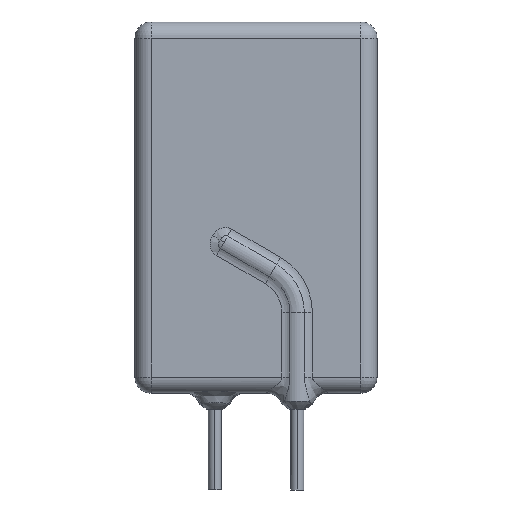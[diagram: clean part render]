
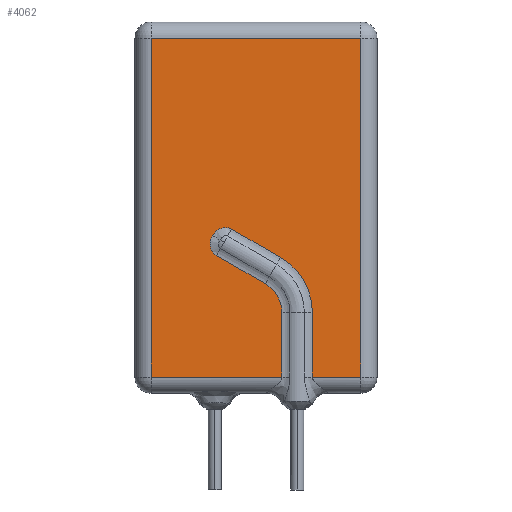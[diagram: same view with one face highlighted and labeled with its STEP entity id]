
A CAD part, front view. The second image highlights one B-rep face of the part: STEP entity #4062.
In plain terms, the highlighted planar face has unit normal (0, -1, 0).
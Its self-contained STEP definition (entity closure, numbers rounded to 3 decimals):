
#179 = EDGE_CURVE ( 'NONE', #18277, #1508, #16883, .T. ) ;
#572 = CARTESIAN_POINT ( 'NONE',  ( -0.45, -1.25, -6.5 ) ) ;
#574 = CARTESIAN_POINT ( 'NONE',  ( 6.5, -1.25, -10.5 ) ) ;
#699 = B_SPLINE_CURVE_WITH_KNOTS ( 'NONE', 3,
 ( #7312, #1755, #3016, #7606, #13227, #1654, #19226, #14814 ),
 .UNSPECIFIED., .F., .F.,
 ( 4, 2, 2, 4 ),
 ( 0., 0., 0.001, 0.001 ),
 .UNSPECIFIED. ) ;
#702 = CARTESIAN_POINT ( 'NONE',  ( -1.725, -1.25, -1.244 ) ) ;
#809 = ORIENTED_EDGE ( 'NONE', *, *, #16517, .T. ) ;
#1217 = ORIENTED_EDGE ( 'NONE', *, *, #4631, .T. ) ;
#1315 = VERTEX_POINT ( 'NONE', #8618 ) ;
#1508 = VERTEX_POINT ( 'NONE', #13430 ) ;
#1654 = CARTESIAN_POINT ( 'NONE',  ( -2.868, -1.25, -2.176 ) ) ;
#1755 = CARTESIAN_POINT ( 'NONE',  ( -2.554, -1.25, -2.909 ) ) ;
#1935 = ORIENTED_EDGE ( 'NONE', *, *, #10511, .T. ) ;
#2088 = ORIENTED_EDGE ( 'NONE', *, *, #13953, .T. ) ;
#2155 = ORIENTED_EDGE ( 'NONE', *, *, #12844, .T. ) ;
#2174 = CARTESIAN_POINT ( 'NONE',  ( 1.608, -1.25, -6.5 ) ) ;
#2272 = VERTEX_POINT ( 'NONE', #7473 ) ;
#2424 = CARTESIAN_POINT ( 'NONE',  ( 1.608, -1.25, -10.5 ) ) ;
#2450 = CIRCLE ( 'NONE', #7734, 2.058 ) ;
#2512 = VECTOR ( 'NONE', #3317, 1000. ) ;
#2573 = CARTESIAN_POINT ( 'NONE',  ( -2.566, -1.25, -1.545 ) ) ;
#2714 = DIRECTION ( 'NONE',  ( 0., 0., 1. ) ) ;
#2808 = LINE ( 'NONE', #4350, #12112 ) ;
#3016 = CARTESIAN_POINT ( 'NONE',  ( -2.639, -1.25, -2.828 ) ) ;
#3182 = CARTESIAN_POINT ( 'NONE',  ( 8.466, -1.25, -7.096 ) ) ;
#3317 = DIRECTION ( 'NONE',  ( 0., 0., 1. ) ) ;
#3713 = CARTESIAN_POINT ( 'NONE',  ( 6.5, -1.25, -10.5 ) ) ;
#3758 = CARTESIAN_POINT ( 'NONE',  ( 0.579, -1.25, -4.718 ) ) ;
#3834 = CARTESIAN_POINT ( 'NONE',  ( 6.5, -1.25, -10.5 ) ) ;
#3836 = EDGE_CURVE ( 'NONE', #12856, #14347, #2450, .T. ) ;
#3872 = CARTESIAN_POINT ( 'NONE',  ( 1.521, -1.25, -3.086 ) ) ;
#3953 = LINE ( 'NONE', #2424, #10592 ) ;
#4062 = ADVANCED_FACE ( 'NONE', ( #18653 ), #5458, .T. ) ;
#4350 = CARTESIAN_POINT ( 'NONE',  ( -6.5, -1.25, 10.5 ) ) ;
#4400 = LINE ( 'NONE', #5572, #15691 ) ;
#4631 = EDGE_CURVE ( 'NONE', #5469, #18277, #17014, .T. ) ;
#4724 = DIRECTION ( 'NONE',  ( 0.866, 0., -0.5 ) ) ;
#5433 = DIRECTION ( 'NONE',  ( 1., 0., 0. ) ) ;
#5458 = PLANE ( 'NONE',  #12071 ) ;
#5468 = CARTESIAN_POINT ( 'NONE',  ( -2.641, -1.25, -1.636 ) ) ;
#5469 = VERTEX_POINT ( 'NONE', #10177 ) ;
#5572 = CARTESIAN_POINT ( 'NONE',  ( 3.492, -1.25, -10.5 ) ) ;
#6671 = CARTESIAN_POINT ( 'NONE',  ( -2.291, -1.25, -1.329 ) ) ;
#6765 = DIRECTION ( 'NONE',  ( 1., 0., 0. ) ) ;
#6776 = CIRCLE ( 'NONE', #16763, 3.942 ) ;
#6845 = CARTESIAN_POINT ( 'NONE',  ( -1.51, -1.25, -1.336 ) ) ;
#7312 = CARTESIAN_POINT ( 'NONE',  ( -2.452, -1.25, -2.968 ) ) ;
#7358 = ORIENTED_EDGE ( 'NONE', *, *, #10247, .T. ) ;
#7473 = CARTESIAN_POINT ( 'NONE',  ( 6.5, -1.25, -10.5 ) ) ;
#7606 = CARTESIAN_POINT ( 'NONE',  ( -2.769, -1.25, -2.632 ) ) ;
#7734 = AXIS2_PLACEMENT_3D ( 'NONE', #13461, #13562, #10647 ) ;
#8426 = VERTEX_POINT ( 'NONE', #10756 ) ;
#8607 = EDGE_CURVE ( 'NONE', #15178, #1315, #4400, .T. ) ;
#8618 = CARTESIAN_POINT ( 'NONE',  ( 3.492, -1.25, -10.5 ) ) ;
#8655 = ORIENTED_EDGE ( 'NONE', *, *, #3836, .T. ) ;
#8755 = VERTEX_POINT ( 'NONE', #10054 ) ;
#9187 = LINE ( 'NONE', #13538, #2512 ) ;
#9317 = EDGE_CURVE ( 'NONE', #1315, #2272, #11495, .T. ) ;
#9368 = VECTOR ( 'NONE', #4724, 1000. ) ;
#9596 = CARTESIAN_POINT ( 'NONE',  ( -6.5, -1.25, -10.5 ) ) ;
#9603 = CARTESIAN_POINT ( 'NONE',  ( -2.074, -1.25, -1.249 ) ) ;
#9654 = DIRECTION ( 'NONE',  ( 0., 1., 0. ) ) ;
#9665 = CARTESIAN_POINT ( 'NONE',  ( 3.492, -1.25, -6.5 ) ) ;
#9681 = DIRECTION ( 'NONE',  ( 0., -1., 0. ) ) ;
#9793 = CARTESIAN_POINT ( 'NONE',  ( -1.957, -1.25, -1.23 ) ) ;
#9884 = ORIENTED_EDGE ( 'NONE', *, *, #9317, .T. ) ;
#9974 = CARTESIAN_POINT ( 'NONE',  ( -2.699, -1.25, -1.737 ) ) ;
#10054 = CARTESIAN_POINT ( 'NONE',  ( 6.5, -1.25, 10.5 ) ) ;
#10177 = CARTESIAN_POINT ( 'NONE',  ( -6.5, -1.25, 10.5 ) ) ;
#10247 = EDGE_CURVE ( 'NONE', #8755, #5469, #2808, .T. ) ;
#10511 = EDGE_CURVE ( 'NONE', #8426, #12392, #18189, .T. ) ;
#10592 = VECTOR ( 'NONE', #2714, 1000. ) ;
#10595 = VECTOR ( 'NONE', #15537, 1000. ) ;
#10647 = DIRECTION ( 'NONE',  ( 1., 0., 0. ) ) ;
#10756 = CARTESIAN_POINT ( 'NONE',  ( -1.51, -1.25, -1.336 ) ) ;
#10911 = ORIENTED_EDGE ( 'NONE', *, *, #179, .T. ) ;
#11325 = ORIENTED_EDGE ( 'NONE', *, *, #8607, .T. ) ;
#11495 = LINE ( 'NONE', #3834, #12271 ) ;
#11877 = ORIENTED_EDGE ( 'NONE', *, *, #18016, .T. ) ;
#12071 = AXIS2_PLACEMENT_3D ( 'NONE', #3713, #9681, #13246 ) ;
#12112 = VECTOR ( 'NONE', #13401, 1000. ) ;
#12135 = CARTESIAN_POINT ( 'NONE',  ( -6.5, -1.25, -10.5 ) ) ;
#12271 = VECTOR ( 'NONE', #6765, 1000. ) ;
#12392 = VERTEX_POINT ( 'NONE', #3872 ) ;
#12497 = CARTESIAN_POINT ( 'NONE',  ( -2.392, -1.25, -1.391 ) ) ;
#12749 = VECTOR ( 'NONE', #14521, 1000. ) ;
#12844 = EDGE_CURVE ( 'NONE', #17017, #8426, #16123, .T. ) ;
#12856 = VERTEX_POINT ( 'NONE', #2174 ) ;
#13227 = CARTESIAN_POINT ( 'NONE',  ( -2.81, -1.25, -2.523 ) ) ;
#13246 = DIRECTION ( 'NONE',  ( 1., 0., 0. ) ) ;
#13401 = DIRECTION ( 'NONE',  ( -1., 0., 0. ) ) ;
#13430 = CARTESIAN_POINT ( 'NONE',  ( 1.608, -1.25, -10.5 ) ) ;
#13461 = CARTESIAN_POINT ( 'NONE',  ( -0.45, -1.25, -6.5 ) ) ;
#13538 = CARTESIAN_POINT ( 'NONE',  ( 6.5, -1.25, 10.5 ) ) ;
#13562 = DIRECTION ( 'NONE',  ( 0., -1., 0. ) ) ;
#13575 = LINE ( 'NONE', #16432, #15130 ) ;
#13953 = EDGE_CURVE ( 'NONE', #2272, #8755, #9187, .T. ) ;
#14161 = CARTESIAN_POINT ( 'NONE',  ( -2.699, -1.25, -1.737 ) ) ;
#14347 = VERTEX_POINT ( 'NONE', #3758 ) ;
#14452 = EDGE_CURVE ( 'NONE', #17545, #17017, #699, .T. ) ;
#14521 = DIRECTION ( 'NONE',  ( 1., 0., 0. ) ) ;
#14647 = DIRECTION ( 'NONE',  ( 0., 0., -1. ) ) ;
#14789 = EDGE_CURVE ( 'NONE', #1508, #12856, #3953, .T. ) ;
#14814 = CARTESIAN_POINT ( 'NONE',  ( -2.699, -1.25, -1.737 ) ) ;
#15130 = VECTOR ( 'NONE', #18077, 1000. ) ;
#15178 = VERTEX_POINT ( 'NONE', #9665 ) ;
#15537 = DIRECTION ( 'NONE',  ( 0., 0., -1. ) ) ;
#15544 = CARTESIAN_POINT ( 'NONE',  ( -1.612, -1.25, -1.277 ) ) ;
#15691 = VECTOR ( 'NONE', #14647, 1000. ) ;
#15914 = ORIENTED_EDGE ( 'NONE', *, *, #14789, .T. ) ;
#16123 = B_SPLINE_CURVE_WITH_KNOTS ( 'NONE', 3,
 ( #9974, #5468, #2573, #12497, #6671, #9603, #9793, #702, #15544, #6845 ),
 .UNSPECIFIED., .F., .F.,
 ( 4, 2, 2, 2, 4 ),
 ( 0., 0., 0.001, 0.001, 0.001 ),
 .UNSPECIFIED. ) ;
#16242 = ORIENTED_EDGE ( 'NONE', *, *, #14452, .T. ) ;
#16432 = CARTESIAN_POINT ( 'NONE',  ( 7.524, -1.25, -8.727 ) ) ;
#16501 = EDGE_LOOP ( 'NONE', ( #10911, #15914, #8655, #809, #16242, #2155, #1935, #11877, #11325, #9884, #2088, #7358, #1217 ) ) ;
#16517 = EDGE_CURVE ( 'NONE', #14347, #17545, #13575, .T. ) ;
#16751 = CARTESIAN_POINT ( 'NONE',  ( -2.452, -1.25, -2.968 ) ) ;
#16763 = AXIS2_PLACEMENT_3D ( 'NONE', #572, #9654, #5433 ) ;
#16883 = LINE ( 'NONE', #574, #12749 ) ;
#17014 = LINE ( 'NONE', #9596, #10595 ) ;
#17017 = VERTEX_POINT ( 'NONE', #14161 ) ;
#17545 = VERTEX_POINT ( 'NONE', #16751 ) ;
#18016 = EDGE_CURVE ( 'NONE', #12392, #15178, #6776, .T. ) ;
#18077 = DIRECTION ( 'NONE',  ( -0.866, 0., 0.5 ) ) ;
#18189 = LINE ( 'NONE', #3182, #9368 ) ;
#18277 = VERTEX_POINT ( 'NONE', #12135 ) ;
#18653 = FACE_OUTER_BOUND ( 'NONE', #16501, .T. ) ;
#19226 = CARTESIAN_POINT ( 'NONE',  ( -2.816, -1.25, -1.94 ) ) ;
